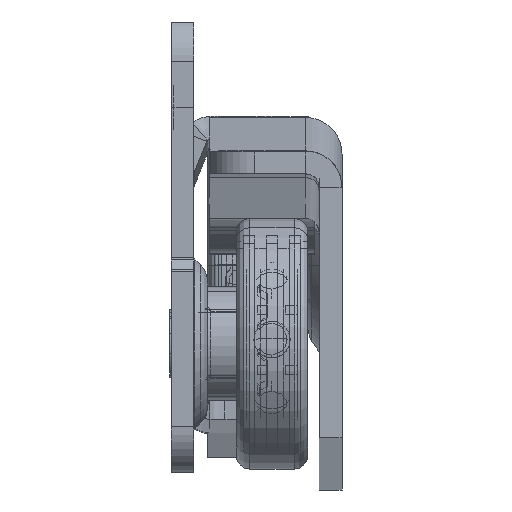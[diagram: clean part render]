
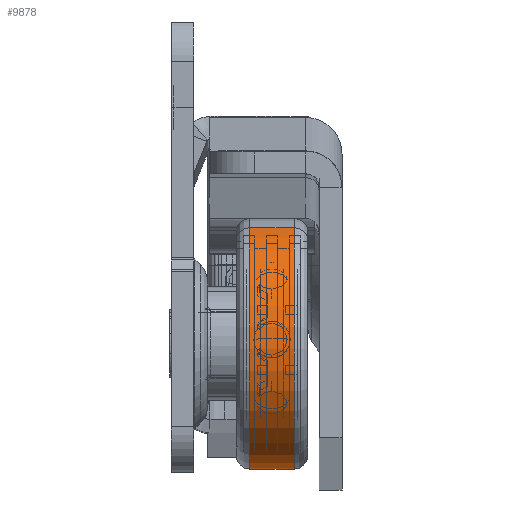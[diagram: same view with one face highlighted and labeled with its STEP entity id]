
A CAD part, top view. The second image highlights one B-rep face of the part: STEP entity #9878.
In plain terms, the highlighted cylindrical face has radius 11 mm (diameter 22 mm), a partial arc.
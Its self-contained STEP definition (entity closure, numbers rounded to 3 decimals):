
#3650 = CIRCLE ( 'NONE', #51114, 11. ) ;
#3769 = CARTESIAN_POINT ( 'NONE',  ( 5.1, 0., 11. ) ) ;
#4388 = LINE ( 'NONE', #21862, #27482 ) ;
#4801 = EDGE_CURVE ( 'NONE', #25233, #45443, #29086, .T. ) ;
#8066 = VERTEX_POINT ( 'NONE', #36858 ) ;
#9878 = ADVANCED_FACE ( 'NONE', ( #25797 ), #21398, .T. ) ;
#11326 = CARTESIAN_POINT ( 'NONE',  ( 0., 0., 11. ) ) ;
#12790 = ORIENTED_EDGE ( 'NONE', *, *, #39109, .T. ) ;
#14008 = DIRECTION ( 'NONE',  ( -1., 0., 0. ) ) ;
#18613 = ORIENTED_EDGE ( 'NONE', *, *, #44698, .T. ) ;
#18978 = ORIENTED_EDGE ( 'NONE', *, *, #30797, .F. ) ;
#21398 = CYLINDRICAL_SURFACE ( 'NONE', #44386, 11. ) ;
#21862 = CARTESIAN_POINT ( 'NONE',  ( 0., 0., -11. ) ) ;
#25233 = VERTEX_POINT ( 'NONE', #3769 ) ;
#25797 = FACE_OUTER_BOUND ( 'NONE', #57353, .T. ) ;
#25932 = VECTOR ( 'NONE', #51501, 1000. ) ;
#26867 = DIRECTION ( 'NONE',  ( -1., 0., 0. ) ) ;
#27482 = VECTOR ( 'NONE', #14008, 1000. ) ;
#29086 = LINE ( 'NONE', #11326, #25932 ) ;
#30652 = CARTESIAN_POINT ( 'NONE',  ( 5.1, 0., 0. ) ) ;
#30797 = EDGE_CURVE ( 'NONE', #45443, #45549, #3650, .T. ) ;
#34522 = DIRECTION ( 'NONE',  ( -1., 0., 0. ) ) ;
#35048 = DIRECTION ( 'NONE',  ( -1., 0., 0. ) ) ;
#35328 = DIRECTION ( 'NONE',  ( 0., 0., 1. ) ) ;
#35381 = DIRECTION ( 'NONE',  ( 0., 0., 1. ) ) ;
#36858 = CARTESIAN_POINT ( 'NONE',  ( 5.1, 0., -11. ) ) ;
#38737 = AXIS2_PLACEMENT_3D ( 'NONE', #30652, #26867, #48408 ) ;
#39109 = EDGE_CURVE ( 'NONE', #8066, #45549, #4388, .T. ) ;
#44362 = CARTESIAN_POINT ( 'NONE',  ( 1.2, 0., 0. ) ) ;
#44386 = AXIS2_PLACEMENT_3D ( 'NONE', #47333, #34522, #35381 ) ;
#44698 = EDGE_CURVE ( 'NONE', #25233, #8066, #50792, .T. ) ;
#45443 = VERTEX_POINT ( 'NONE', #53044 ) ;
#45549 = VERTEX_POINT ( 'NONE', #47934 ) ;
#46973 = ORIENTED_EDGE ( 'NONE', *, *, #4801, .F. ) ;
#47333 = CARTESIAN_POINT ( 'NONE',  ( 0., 0., 0. ) ) ;
#47934 = CARTESIAN_POINT ( 'NONE',  ( 1.2, 0., -11. ) ) ;
#48408 = DIRECTION ( 'NONE',  ( 0., 0., 1. ) ) ;
#50792 = CIRCLE ( 'NONE', #38737, 11. ) ;
#51114 = AXIS2_PLACEMENT_3D ( 'NONE', #44362, #35048, #35328 ) ;
#51501 = DIRECTION ( 'NONE',  ( -1., 0., 0. ) ) ;
#53044 = CARTESIAN_POINT ( 'NONE',  ( 1.2, 0., 11. ) ) ;
#57353 = EDGE_LOOP ( 'NONE', ( #18613, #12790, #18978, #46973 ) ) ;
